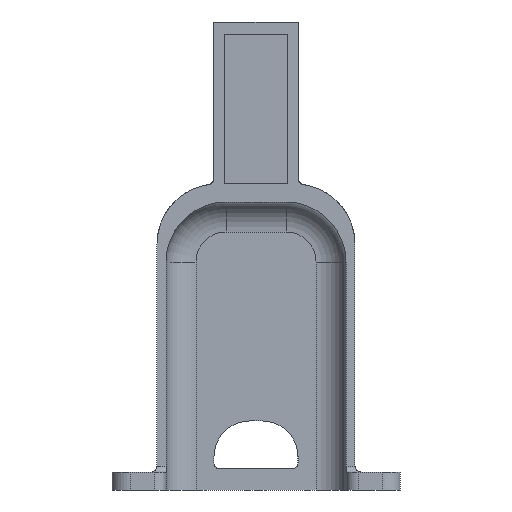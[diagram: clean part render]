
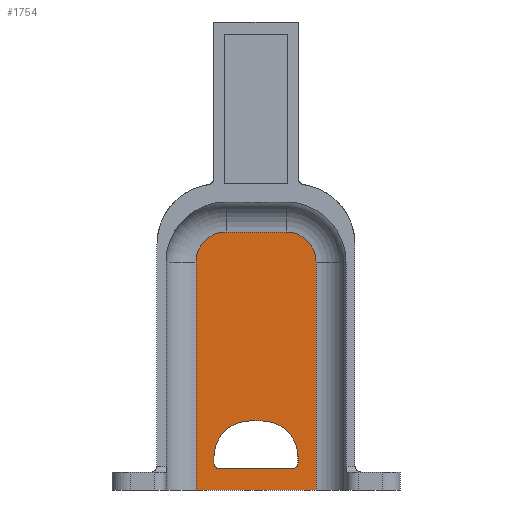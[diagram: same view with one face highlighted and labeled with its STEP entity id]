
A CAD part, front view. The second image highlights one B-rep face of the part: STEP entity #1754.
In plain terms, the highlighted planar face has unit normal (0, -1, 0).
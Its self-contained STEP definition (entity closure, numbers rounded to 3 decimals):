
#35 = CARTESIAN_POINT ( 'NONE',  ( 7., 18., 5.5 ) ) ;
#47 = EDGE_CURVE ( 'NONE', #2159, #2156, #1355, .T. ) ;
#48 = VECTOR ( 'NONE', #1983, 1000. ) ;
#103 = ORIENTED_EDGE ( 'NONE', *, *, #47, .F. ) ;
#139 = CARTESIAN_POINT ( 'NONE',  ( -1., 18., 5.5 ) ) ;
#162 = DIRECTION ( 'NONE',  ( 1., 0., 0. ) ) ;
#189 = FACE_BOUND ( 'NONE', #284, .T. ) ;
#193 = AXIS2_PLACEMENT_3D ( 'NONE', #739, #721, #682 ) ;
#214 = EDGE_CURVE ( 'NONE', #1737, #1423, #925, .T. ) ;
#239 = CARTESIAN_POINT ( 'NONE',  ( 10., 18., 38. ) ) ;
#284 = EDGE_LOOP ( 'NONE', ( #473, #303, #103, #2754, #2686, #2452, #2298, #2228 ) ) ;
#303 = ORIENTED_EDGE ( 'NONE', *, *, #1343, .F. ) ;
#362 = VERTEX_POINT ( 'NONE', #2575 ) ;
#377 = EDGE_CURVE ( 'NONE', #976, #1774, #1281, .T. ) ;
#378 = CARTESIAN_POINT ( 'NONE',  ( 1., 18., 5.5 ) ) ;
#393 = EDGE_CURVE ( 'NONE', #1149, #2353, #1325, .T. ) ;
#424 = VECTOR ( 'NONE', #2595, 1000. ) ;
#447 = AXIS2_PLACEMENT_3D ( 'NONE', #378, #785, #1180 ) ;
#467 = CARTESIAN_POINT ( 'NONE',  ( -1., 18., 11.5 ) ) ;
#473 = ORIENTED_EDGE ( 'NONE', *, *, #377, .F. ) ;
#505 = CARTESIAN_POINT ( 'NONE',  ( 5., 18., 38. ) ) ;
#508 = DIRECTION ( 'NONE',  ( 0., -1., 0. ) ) ;
#512 = CARTESIAN_POINT ( 'NONE',  ( -7., 18., 5.5 ) ) ;
#556 = DIRECTION ( 'NONE',  ( 0., 0., -1. ) ) ;
#611 = EDGE_CURVE ( 'NONE', #1811, #362, #1084, .T. ) ;
#622 = CARTESIAN_POINT ( 'NONE',  ( 6., 18., 4.5 ) ) ;
#682 = DIRECTION ( 'NONE',  ( -1., 0., 0. ) ) ;
#686 = EDGE_CURVE ( 'NONE', #1476, #1909, #2601, .T. ) ;
#721 = DIRECTION ( 'NONE',  ( 0., 1., 0. ) ) ;
#738 = VERTEX_POINT ( 'NONE', #1195 ) ;
#739 = CARTESIAN_POINT ( 'NONE',  ( 15., 18., 3. ) ) ;
#751 = PLANE ( 'NONE',  #193 ) ;
#753 = VECTOR ( 'NONE', #2283, 1000. ) ;
#785 = DIRECTION ( 'NONE',  ( 0., -1., 0. ) ) ;
#788 = AXIS2_PLACEMENT_3D ( 'NONE', #622, #846, #835 ) ;
#820 = EDGE_CURVE ( 'NONE', #1774, #1737, #2121, .T. ) ;
#835 = DIRECTION ( 'NONE',  ( 1., 0., 0. ) ) ;
#846 = DIRECTION ( 'NONE',  ( 0., -1., 0. ) ) ;
#901 = CARTESIAN_POINT ( 'NONE',  ( -10., 18., 38. ) ) ;
#905 = CARTESIAN_POINT ( 'NONE',  ( -7., 18., 5.5 ) ) ;
#907 = CARTESIAN_POINT ( 'NONE',  ( -7., 18., 4.5 ) ) ;
#910 = CARTESIAN_POINT ( 'NONE',  ( 1., 18., 11.5 ) ) ;
#925 = LINE ( 'NONE', #512, #1194 ) ;
#947 = DIRECTION ( 'NONE',  ( 0., -1., 0. ) ) ;
#968 = LINE ( 'NONE', #2281, #2587 ) ;
#972 = EDGE_CURVE ( 'NONE', #1909, #1149, #1360, .T. ) ;
#976 = VERTEX_POINT ( 'NONE', #910 ) ;
#1030 = CARTESIAN_POINT ( 'NONE',  ( -10., 18., 0. ) ) ;
#1084 = CIRCLE ( 'NONE', #1678, 5. ) ;
#1132 = DIRECTION ( 'NONE',  ( -1., 0., 0. ) ) ;
#1134 = CARTESIAN_POINT ( 'NONE',  ( -6., 18., 4.5 ) ) ;
#1149 = VERTEX_POINT ( 'NONE', #2347 ) ;
#1170 = VECTOR ( 'NONE', #2324, 1000. ) ;
#1177 = AXIS2_PLACEMENT_3D ( 'NONE', #2257, #1345, #1132 ) ;
#1180 = DIRECTION ( 'NONE',  ( -1., 0., 0. ) ) ;
#1194 = VECTOR ( 'NONE', #556, 1000. ) ;
#1195 = CARTESIAN_POINT ( 'NONE',  ( -6., 18., 3.5 ) ) ;
#1213 = DIRECTION ( 'NONE',  ( 1., 0., 0. ) ) ;
#1221 = EDGE_CURVE ( 'NONE', #2447, #2159, #1787, .T. ) ;
#1281 = LINE ( 'NONE', #2274, #753 ) ;
#1325 = LINE ( 'NONE', #2247, #1816 ) ;
#1343 = EDGE_CURVE ( 'NONE', #2156, #976, #2167, .T. ) ;
#1345 = DIRECTION ( 'NONE',  ( 0., -1., 0. ) ) ;
#1354 = DIRECTION ( 'NONE',  ( -1., 0., 0. ) ) ;
#1355 = LINE ( 'NONE', #35, #48 ) ;
#1360 = LINE ( 'NONE', #1030, #424 ) ;
#1371 = DIRECTION ( 'NONE',  ( -1., 0., 0. ) ) ;
#1409 = VECTOR ( 'NONE', #1371, 1000. ) ;
#1415 = CARTESIAN_POINT ( 'NONE',  ( 7., 18., 4.5 ) ) ;
#1423 = VERTEX_POINT ( 'NONE', #907 ) ;
#1476 = VERTEX_POINT ( 'NONE', #2038 ) ;
#1525 = ORIENTED_EDGE ( 'NONE', *, *, #972, .T. ) ;
#1541 = DIRECTION ( 'NONE',  ( 0., -1., 0. ) ) ;
#1608 = ORIENTED_EDGE ( 'NONE', *, *, #686, .T. ) ;
#1620 = CIRCLE ( 'NONE', #2608, 1. ) ;
#1678 = AXIS2_PLACEMENT_3D ( 'NONE', #505, #1541, #1354 ) ;
#1737 = VERTEX_POINT ( 'NONE', #905 ) ;
#1754 = ADVANCED_FACE ( 'NONE', ( #189, #2572 ), #751, .F. ) ;
#1774 = VERTEX_POINT ( 'NONE', #467 ) ;
#1782 = ORIENTED_EDGE ( 'NONE', *, *, #2427, .T. ) ;
#1787 = CIRCLE ( 'NONE', #788, 1. ) ;
#1805 = CARTESIAN_POINT ( 'NONE',  ( 7., 18., 5.5 ) ) ;
#1811 = VERTEX_POINT ( 'NONE', #239 ) ;
#1816 = VECTOR ( 'NONE', #2091, 1000. ) ;
#1871 = CARTESIAN_POINT ( 'NONE',  ( 10., 18., 0. ) ) ;
#1894 = ORIENTED_EDGE ( 'NONE', *, *, #611, .T. ) ;
#1909 = VERTEX_POINT ( 'NONE', #901 ) ;
#1983 = DIRECTION ( 'NONE',  ( 0., 0., 1. ) ) ;
#2012 = ORIENTED_EDGE ( 'NONE', *, *, #2769, .T. ) ;
#2038 = CARTESIAN_POINT ( 'NONE',  ( -5., 18., 43. ) ) ;
#2052 = ORIENTED_EDGE ( 'NONE', *, *, #393, .T. ) ;
#2091 = DIRECTION ( 'NONE',  ( 1., 0., 0. ) ) ;
#2121 = CIRCLE ( 'NONE', #2513, 6. ) ;
#2156 = VERTEX_POINT ( 'NONE', #1805 ) ;
#2159 = VERTEX_POINT ( 'NONE', #1415 ) ;
#2167 = CIRCLE ( 'NONE', #447, 6. ) ;
#2171 = LINE ( 'NONE', #2685, #1409 ) ;
#2228 = ORIENTED_EDGE ( 'NONE', *, *, #820, .F. ) ;
#2247 = CARTESIAN_POINT ( 'NONE',  ( 15., 18., 0. ) ) ;
#2257 = CARTESIAN_POINT ( 'NONE',  ( -5., 18., 38. ) ) ;
#2274 = CARTESIAN_POINT ( 'NONE',  ( -1., 18., 11.5 ) ) ;
#2281 = CARTESIAN_POINT ( 'NONE',  ( -6., 18., 3.5 ) ) ;
#2283 = DIRECTION ( 'NONE',  ( -1., 0., 0. ) ) ;
#2298 = ORIENTED_EDGE ( 'NONE', *, *, #214, .F. ) ;
#2324 = DIRECTION ( 'NONE',  ( 0., 0., 1. ) ) ;
#2342 = CARTESIAN_POINT ( 'NONE',  ( 10., 18., 38. ) ) ;
#2347 = CARTESIAN_POINT ( 'NONE',  ( -10., 18., 0. ) ) ;
#2353 = VERTEX_POINT ( 'NONE', #1871 ) ;
#2373 = EDGE_CURVE ( 'NONE', #1423, #738, #1620, .T. ) ;
#2374 = LINE ( 'NONE', #2342, #1170 ) ;
#2420 = EDGE_CURVE ( 'NONE', #738, #2447, #968, .T. ) ;
#2427 = EDGE_CURVE ( 'NONE', #362, #1476, #2171, .T. ) ;
#2447 = VERTEX_POINT ( 'NONE', #2759 ) ;
#2452 = ORIENTED_EDGE ( 'NONE', *, *, #2373, .F. ) ;
#2513 = AXIS2_PLACEMENT_3D ( 'NONE', #139, #947, #1213 ) ;
#2572 = FACE_OUTER_BOUND ( 'NONE', #2591, .T. ) ;
#2575 = CARTESIAN_POINT ( 'NONE',  ( 5., 18., 43. ) ) ;
#2587 = VECTOR ( 'NONE', #2652, 1000. ) ;
#2591 = EDGE_LOOP ( 'NONE', ( #2052, #2012, #1894, #1782, #1608, #1525 ) ) ;
#2595 = DIRECTION ( 'NONE',  ( 0., 0., -1. ) ) ;
#2601 = CIRCLE ( 'NONE', #1177, 5. ) ;
#2608 = AXIS2_PLACEMENT_3D ( 'NONE', #1134, #508, #162 ) ;
#2652 = DIRECTION ( 'NONE',  ( 1., 0., 0. ) ) ;
#2685 = CARTESIAN_POINT ( 'NONE',  ( -5., 18., 43. ) ) ;
#2686 = ORIENTED_EDGE ( 'NONE', *, *, #2420, .F. ) ;
#2754 = ORIENTED_EDGE ( 'NONE', *, *, #1221, .F. ) ;
#2759 = CARTESIAN_POINT ( 'NONE',  ( 6., 18., 3.5 ) ) ;
#2769 = EDGE_CURVE ( 'NONE', #2353, #1811, #2374, .T. ) ;
